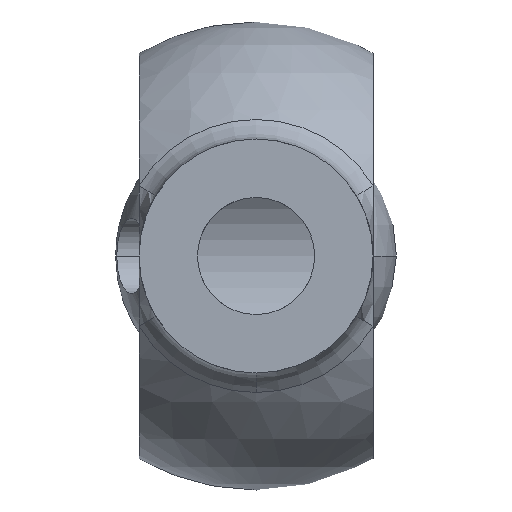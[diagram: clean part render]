
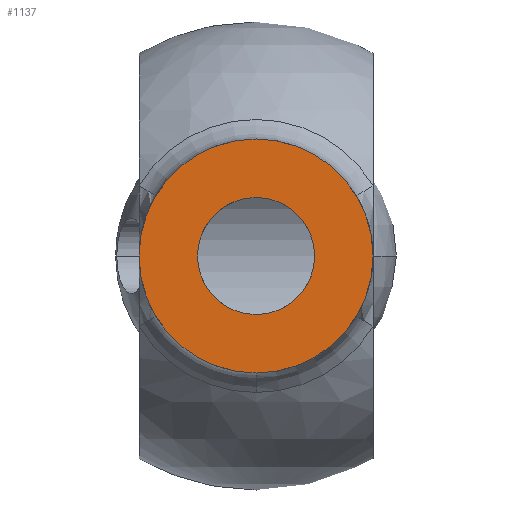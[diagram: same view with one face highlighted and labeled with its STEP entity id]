
A CAD part, left-side view. The second image highlights one B-rep face of the part: STEP entity #1137.
In plain terms, the highlighted planar face has unit normal (-1, 0, 0).
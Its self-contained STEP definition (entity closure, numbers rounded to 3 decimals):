
#58 = AXIS2_PLACEMENT_3D ( 'NONE', #118, #395, #482 ) ;
#81 = AXIS2_PLACEMENT_3D ( 'NONE', #1145, #961, #955 ) ;
#118 = CARTESIAN_POINT ( 'NONE',  ( 94., 87.5, 0. ) ) ;
#252 = CIRCLE ( 'NONE', #992, 1.25 ) ;
#257 = AXIS2_PLACEMENT_3D ( 'NONE', #775, #779, #791 ) ;
#264 = CIRCLE ( 'NONE', #81, 1.25 ) ;
#303 = VERTEX_POINT ( 'NONE', #689 ) ;
#305 = FACE_BOUND ( 'NONE', #552, .T. ) ;
#347 = DIRECTION ( 'NONE',  ( -1., 0., 0. ) ) ;
#395 = DIRECTION ( 'NONE',  ( 1., 0., 0. ) ) ;
#400 = EDGE_CURVE ( 'NONE', #950, #979, #252, .T. ) ;
#436 = EDGE_LOOP ( 'NONE', ( #597, #833 ) ) ;
#482 = DIRECTION ( 'NONE',  ( 0., 0., -1. ) ) ;
#508 = CIRCLE ( 'NONE', #257, 2.5 ) ;
#532 = ORIENTED_EDGE ( 'NONE', *, *, #907, .F. ) ;
#552 = EDGE_LOOP ( 'NONE', ( #532, #901 ) ) ;
#597 = ORIENTED_EDGE ( 'NONE', *, *, #969, .T. ) ;
#655 = CARTESIAN_POINT ( 'NONE',  ( 94., 87.5, 1.25 ) ) ;
#683 = AXIS2_PLACEMENT_3D ( 'NONE', #846, #928, #938 ) ;
#689 = CARTESIAN_POINT ( 'NONE',  ( 94., 87.5, -2.5 ) ) ;
#775 = CARTESIAN_POINT ( 'NONE',  ( 94., 87.5, 0. ) ) ;
#779 = DIRECTION ( 'NONE',  ( -1., 0., 0. ) ) ;
#791 = DIRECTION ( 'NONE',  ( 0., 0., 1. ) ) ;
#814 = CARTESIAN_POINT ( 'NONE',  ( 94., 87.5, -1.25 ) ) ;
#831 = CARTESIAN_POINT ( 'NONE',  ( 94., 87.5, 2.5 ) ) ;
#833 = ORIENTED_EDGE ( 'NONE', *, *, #917, .T. ) ;
#835 = PLANE ( 'NONE',  #58 ) ;
#846 = CARTESIAN_POINT ( 'NONE',  ( 94., 87.5, 0. ) ) ;
#880 = CIRCLE ( 'NONE', #683, 2.5 ) ;
#893 = CARTESIAN_POINT ( 'NONE',  ( 94., 87.5, 0. ) ) ;
#901 = ORIENTED_EDGE ( 'NONE', *, *, #400, .F. ) ;
#907 = EDGE_CURVE ( 'NONE', #979, #950, #264, .T. ) ;
#917 = EDGE_CURVE ( 'NONE', #303, #1004, #508, .T. ) ;
#928 = DIRECTION ( 'NONE',  ( -1., 0., 0. ) ) ;
#938 = DIRECTION ( 'NONE',  ( 0., 0., 1. ) ) ;
#950 = VERTEX_POINT ( 'NONE', #814 ) ;
#955 = DIRECTION ( 'NONE',  ( 0., 0., 1. ) ) ;
#961 = DIRECTION ( 'NONE',  ( -1., 0., 0. ) ) ;
#969 = EDGE_CURVE ( 'NONE', #1004, #303, #880, .T. ) ;
#979 = VERTEX_POINT ( 'NONE', #655 ) ;
#984 = DIRECTION ( 'NONE',  ( 0., 0., 1. ) ) ;
#992 = AXIS2_PLACEMENT_3D ( 'NONE', #893, #347, #984 ) ;
#1004 = VERTEX_POINT ( 'NONE', #831 ) ;
#1038 = FACE_OUTER_BOUND ( 'NONE', #436, .T. ) ;
#1137 = ADVANCED_FACE ( 'NONE', ( #305, #1038 ), #835, .F. ) ;
#1145 = CARTESIAN_POINT ( 'NONE',  ( 94., 87.5, 0. ) ) ;
